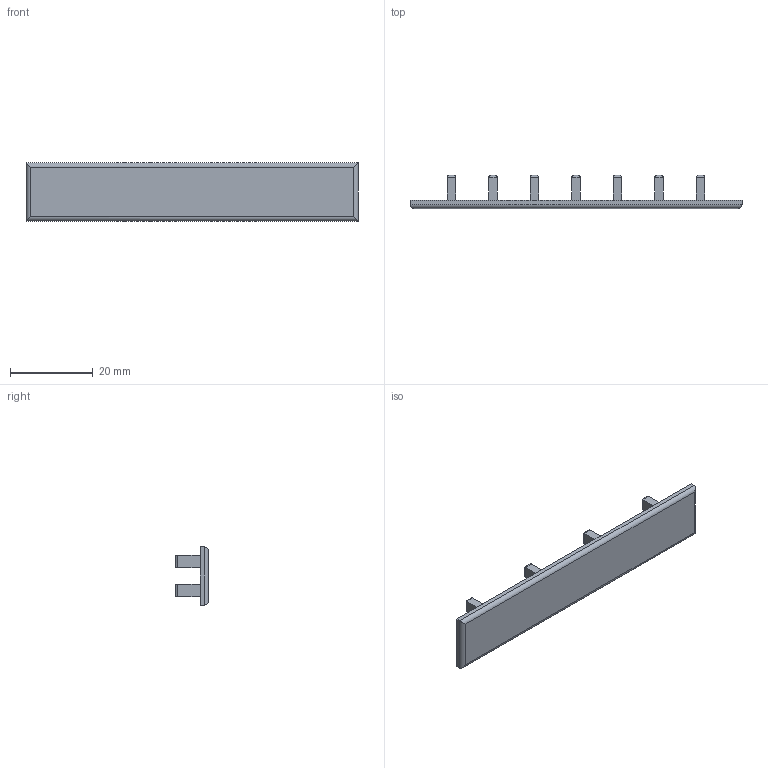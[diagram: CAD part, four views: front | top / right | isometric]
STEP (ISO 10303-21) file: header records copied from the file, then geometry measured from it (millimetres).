
FILE_DESCRIPTION (( 'STEP AP203' ), '1' );
FILE_NAME ('8cmX23cm Plate Cap_Default_sldprt.STEP', '2023-10-19T05:33:49', ( '' ), ( '' ), 'SwSTEP 2.0', 'SolidWorks 2023', '' );
FILE_SCHEMA (( 'CONFIG_CONTROL_DESIGN' ));
Length unit declared in the file: millimetre
Products named in the file (1): 8cmX23cm Plate Cap_Default_sldprt
Bounding box: 80 x 8 x 14 mm (x, y, z)
Volume: 2448.6 mm3; surface area: 2938.7 mm2
Topology: 1 solids, 1 shells, 73 faces, 160 edges, 96 vertices
Faces by surface type: plane 41, cylinder 32
Entity records: 1995 total; most frequent: CARTESIAN_POINT 426, ORIENTED_EDGE 320, DIRECTION 276, EDGE_CURVE 160, LINE 128, VECTOR 128, VERTEX_POINT 96, EDGE_LOOP 80
